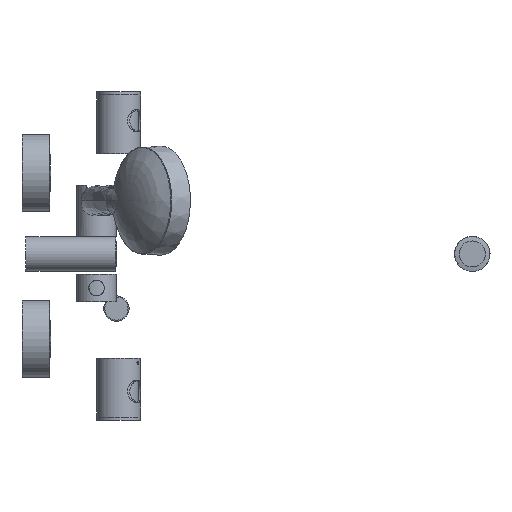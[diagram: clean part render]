
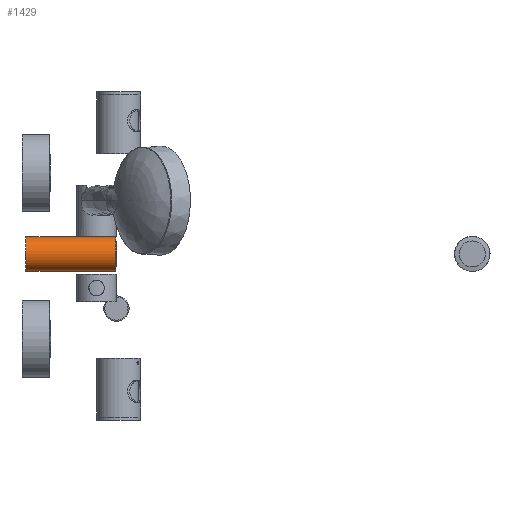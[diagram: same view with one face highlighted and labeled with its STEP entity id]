
A CAD part, top view. The second image highlights one B-rep face of the part: STEP entity #1429.
In plain terms, the highlighted cylindrical face has radius 15.65 mm (diameter 31.3 mm), a full revolution.
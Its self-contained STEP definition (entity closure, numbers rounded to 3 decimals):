
#658=ORIENTED_EDGE('',*,*,#839,.F.);
#659=ORIENTED_EDGE('',*,*,#840,.F.);
#839=EDGE_CURVE('',#967,#967,#1015,.T.);
#840=EDGE_CURVE('',#968,#968,#1016,.T.);
#967=VERTEX_POINT('',#4995);
#968=VERTEX_POINT('',#4997);
#1015=CIRCLE('',#2121,15.65);
#1016=CIRCLE('',#2122,15.65);
#1149=EDGE_LOOP('',(#658));
#1150=EDGE_LOOP('',(#659));
#1296=FACE_BOUND('',#1149,.T.);
#1297=FACE_BOUND('',#1150,.T.);
#1326=CYLINDRICAL_SURFACE('',#2120,15.65);
#1429=ADVANCED_FACE('',(#1296,#1297),#1326,.T.);
#2120=AXIS2_PLACEMENT_3D('',#4993,#2354,#2355);
#2121=AXIS2_PLACEMENT_3D('',#4994,#2356,#2357);
#2122=AXIS2_PLACEMENT_3D('',#4996,#2358,#2359);
#2354=DIRECTION('',(1.,0.,0.));
#2355=DIRECTION('',(0.,1.,0.));
#2356=DIRECTION('',(1.,0.,0.));
#2357=DIRECTION('',(0.,0.,-1.));
#2358=DIRECTION('',(-1.,0.,0.));
#2359=DIRECTION('',(0.,1.,0.));
#4993=CARTESIAN_POINT('',(18.3,0.,1004.65));
#4994=CARTESIAN_POINT('',(17.316,0.,1004.65));
#4995=CARTESIAN_POINT('',(17.316,0.,989.));
#4996=CARTESIAN_POINT('',(-64.,0.,1004.65));
#4997=CARTESIAN_POINT('',(-64.,15.65,1004.65));
